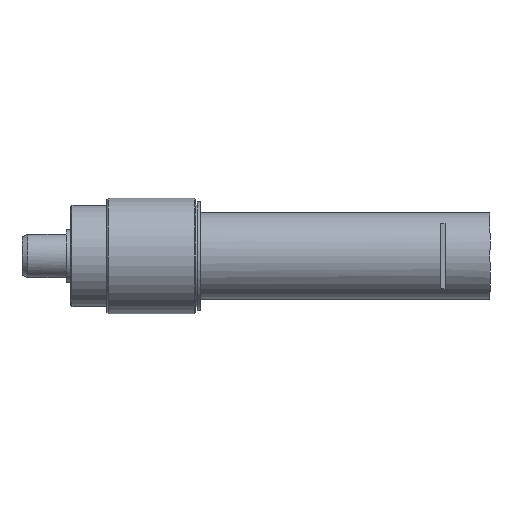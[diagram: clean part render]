
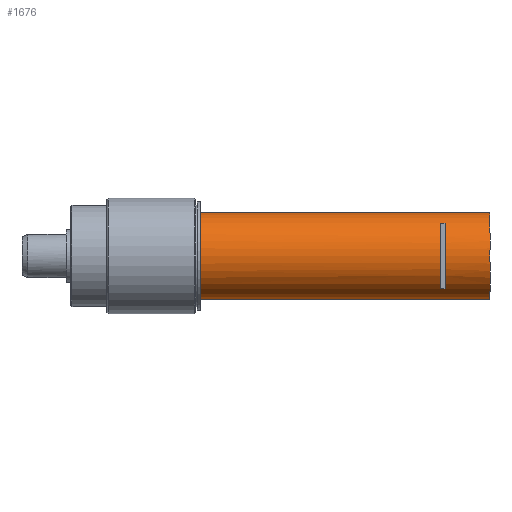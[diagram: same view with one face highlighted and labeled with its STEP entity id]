
A CAD part, front view. The second image highlights one B-rep face of the part: STEP entity #1676.
In plain terms, the highlighted cylindrical face has radius 3 mm (diameter 6 mm), a full revolution.
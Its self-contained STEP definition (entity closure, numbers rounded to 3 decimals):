
#36=CYLINDRICAL_SURFACE('',#1854,3.);
#47=FACE_BOUND('',#570,.T.);
#84=LINE('',#2628,#237);
#85=LINE('',#2636,#238);
#86=LINE('',#2639,#239);
#237=VECTOR('',#2153,3.);
#238=VECTOR('',#2160,0.2);
#239=VECTOR('',#2163,0.2);
#468=FACE_OUTER_BOUND('',#569,.T.);
#569=EDGE_LOOP('',(#1282,#1283,#1284,#1285,#1286,#1287));
#570=EDGE_LOOP('',(#1288,#1289,#1290,#1291));
#696=CIRCLE('',#1851,3.);
#697=CIRCLE('',#1852,3.);
#698=CIRCLE('',#1855,3.);
#699=CIRCLE('',#1856,3.);
#700=CIRCLE('',#1857,3.);
#701=CIRCLE('',#1858,3.);
#770=VERTEX_POINT('',#2620);
#771=VERTEX_POINT('',#2621);
#772=VERTEX_POINT('',#2627);
#773=VERTEX_POINT('',#2629);
#774=VERTEX_POINT('',#2632);
#775=VERTEX_POINT('',#2633);
#776=VERTEX_POINT('',#2635);
#777=VERTEX_POINT('',#2637);
#954=EDGE_CURVE('',#770,#771,#696,.T.);
#955=EDGE_CURVE('',#771,#770,#697,.T.);
#957=EDGE_CURVE('',#771,#772,#84,.T.);
#958=EDGE_CURVE('',#772,#773,#698,.T.);
#959=EDGE_CURVE('',#773,#772,#699,.T.);
#960=EDGE_CURVE('',#774,#775,#700,.T.);
#961=EDGE_CURVE('',#775,#776,#85,.T.);
#962=EDGE_CURVE('',#776,#777,#701,.T.);
#963=EDGE_CURVE('',#777,#774,#86,.T.);
#1282=ORIENTED_EDGE('',*,*,#954,.F.);
#1283=ORIENTED_EDGE('',*,*,#955,.F.);
#1284=ORIENTED_EDGE('',*,*,#957,.T.);
#1285=ORIENTED_EDGE('',*,*,#958,.T.);
#1286=ORIENTED_EDGE('',*,*,#959,.T.);
#1287=ORIENTED_EDGE('',*,*,#957,.F.);
#1288=ORIENTED_EDGE('',*,*,#960,.T.);
#1289=ORIENTED_EDGE('',*,*,#961,.T.);
#1290=ORIENTED_EDGE('',*,*,#962,.T.);
#1291=ORIENTED_EDGE('',*,*,#963,.T.);
#1676=ADVANCED_FACE('',(#468,#47),#36,.T.);
#1851=AXIS2_PLACEMENT_3D('',#2622,#2144,#2145);
#1852=AXIS2_PLACEMENT_3D('',#2623,#2146,#2147);
#1854=AXIS2_PLACEMENT_3D('',#2626,#2151,#2152);
#1855=AXIS2_PLACEMENT_3D('',#2630,#2154,#2155);
#1856=AXIS2_PLACEMENT_3D('',#2631,#2156,#2157);
#1857=AXIS2_PLACEMENT_3D('',#2634,#2158,#2159);
#1858=AXIS2_PLACEMENT_3D('',#2638,#2161,#2162);
#2144=DIRECTION('center_axis',(-1.,0.,0.));
#2145=DIRECTION('ref_axis',(0.,-1.,0.));
#2146=DIRECTION('center_axis',(-1.,0.,0.));
#2147=DIRECTION('ref_axis',(0.,-1.,0.));
#2151=DIRECTION('center_axis',(-1.,0.,0.));
#2152=DIRECTION('ref_axis',(0.,-1.,0.));
#2153=DIRECTION('',(1.,0.,0.));
#2154=DIRECTION('center_axis',(-1.,0.,0.));
#2155=DIRECTION('ref_axis',(0.,-1.,0.));
#2156=DIRECTION('center_axis',(-1.,0.,0.));
#2157=DIRECTION('ref_axis',(0.,-1.,0.));
#2158=DIRECTION('center_axis',(1.,0.,0.));
#2159=DIRECTION('ref_axis',(0.,-1.,0.));
#2160=DIRECTION('',(-1.,0.,0.));
#2161=DIRECTION('center_axis',(-1.,0.,0.));
#2162=DIRECTION('ref_axis',(0.,-1.,0.));
#2163=DIRECTION('',(1.,0.,0.));
#2620=CARTESIAN_POINT('',(0.3,-3.,0.));
#2621=CARTESIAN_POINT('',(0.3,3.,0.));
#2622=CARTESIAN_POINT('Origin',(0.3,0.,
0.));
#2623=CARTESIAN_POINT('Origin',(0.3,0.,
0.));
#2626=CARTESIAN_POINT('Origin',(10.3,0.,0.));
#2627=CARTESIAN_POINT('',(20.3,3.,0.));
#2628=CARTESIAN_POINT('',(10.3,3.,0.));
#2629=CARTESIAN_POINT('',(20.3,-3.,0.));
#2630=CARTESIAN_POINT('Origin',(20.3,0.,0.));
#2631=CARTESIAN_POINT('Origin',(20.3,0.,0.));
#2632=CARTESIAN_POINT('',(17.2,-2.679,1.35));
#2633=CARTESIAN_POINT('',(17.2,-2.679,-1.35));
#2634=CARTESIAN_POINT('Origin',(17.2,0.,0.));
#2635=CARTESIAN_POINT('',(17.,-2.679,-1.35));
#2636=CARTESIAN_POINT('',(17.2,-2.679,-1.35));
#2637=CARTESIAN_POINT('',(17.,-2.679,1.35));
#2638=CARTESIAN_POINT('Origin',(17.,0.,0.));
#2639=CARTESIAN_POINT('',(17.,-2.679,1.35));
